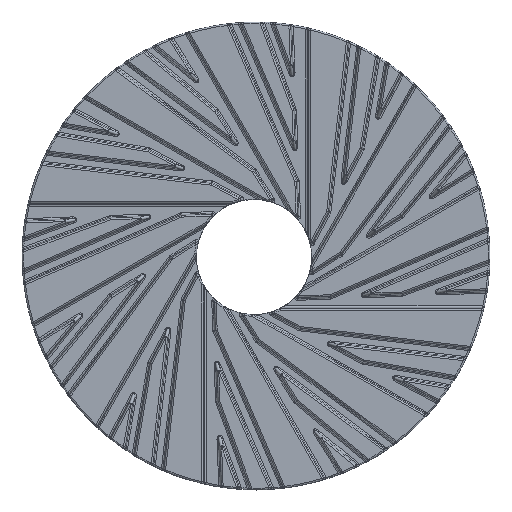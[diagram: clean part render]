
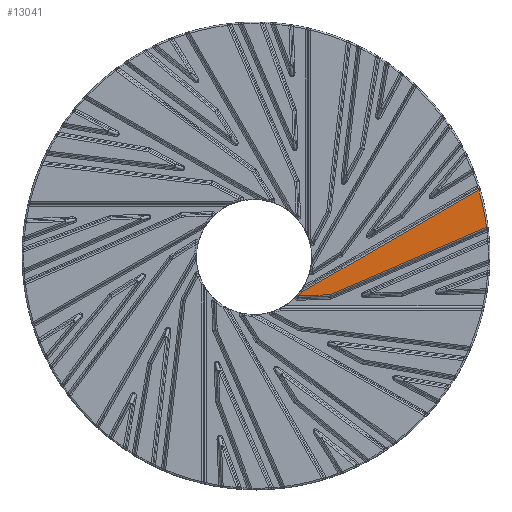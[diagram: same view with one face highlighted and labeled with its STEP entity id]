
A CAD part, top view. The second image highlights one B-rep face of the part: STEP entity #13041.
In plain terms, the highlighted planar face has unit normal (0, 0, 1).
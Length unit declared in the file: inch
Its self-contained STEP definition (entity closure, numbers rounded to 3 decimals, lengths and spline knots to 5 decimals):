
#1881=CIRCLE('',#14840,17.875);
#1883=CIRCLE('',#14843,4.5625);
#2754=FACE_OUTER_BOUND('',#3654,.T.);
#3654=EDGE_LOOP('',(#11666,#11667,#11668,#11669,#11670));
#4243=LINE('',#30111,#4777);
#4244=LINE('',#30159,#4778);
#4245=LINE('',#30160,#4779);
#4777=VECTOR('',#18812,0.3937);
#4778=VECTOR('',#18869,0.3937);
#4779=VECTOR('',#18870,0.3937);
#6080=VERTEX_POINT('',#30105);
#6082=VERTEX_POINT('',#30109);
#6083=VERTEX_POINT('',#30152);
#6084=VERTEX_POINT('',#30156);
#6085=VERTEX_POINT('',#30158);
#7971=EDGE_CURVE('',#6082,#6080,#4243,.T.);
#7983=EDGE_CURVE('',#6080,#6083,#1881,.T.);
#7985=EDGE_CURVE('',#6084,#6082,#1883,.T.);
#7986=EDGE_CURVE('',#6085,#6084,#4244,.T.);
#7987=EDGE_CURVE('',#6083,#6085,#4245,.T.);
#11666=ORIENTED_EDGE('',*,*,#7971,.F.);
#11667=ORIENTED_EDGE('',*,*,#7985,.F.);
#11668=ORIENTED_EDGE('',*,*,#7986,.F.);
#11669=ORIENTED_EDGE('',*,*,#7987,.F.);
#11670=ORIENTED_EDGE('',*,*,#7983,.F.);
#12206=PLANE('',#14842);
#13041=ADVANCED_FACE('',(#2754),#12206,.T.);
#14840=AXIS2_PLACEMENT_3D('',#30153,#18861,#18862);
#14842=AXIS2_PLACEMENT_3D('',#30155,#18865,#18866);
#14843=AXIS2_PLACEMENT_3D('',#30157,#18867,#18868);
#18812=DIRECTION('',(0.866,0.5,0.));
#18861=DIRECTION('center_axis',(0.,0.,-1.));
#18862=DIRECTION('ref_axis',(-1.,0.,0.));
#18865=DIRECTION('center_axis',(0.,0.,1.));
#18866=DIRECTION('ref_axis',(1.,0.,0.));
#18867=DIRECTION('center_axis',(0.,0.,1.));
#18868=DIRECTION('ref_axis',(-1.,0.,0.));
#18869=DIRECTION('',(-0.999,-0.038,0.));
#18870=DIRECTION('',(-0.918,-0.396,0.));
#30105=CARTESIAN_POINT('',(17.13919,5.0758,0.));
#30109=CARTESIAN_POINT('',(3.52233,-2.7859,0.));
#30111=CARTESIAN_POINT('',(2.60535,-3.31532,0.));
#30152=CARTESIAN_POINT('',(17.73807,2.20826,0.));
#30153=CARTESIAN_POINT('Origin',(0.,0.,0.));
#30155=CARTESIAN_POINT('Origin',(0.,0.,0.));
#30156=CARTESIAN_POINT('',(3.28776,-3.07839,0.));
#30157=CARTESIAN_POINT('Origin',(-0.1512,-0.08006,
0.));
#30158=CARTESIAN_POINT('',(5.70529,-2.98643,0.));
#30159=CARTESIAN_POINT('',(2.92293,-3.09226,0.));
#30160=CARTESIAN_POINT('',(10.07145,-1.10151,0.));
